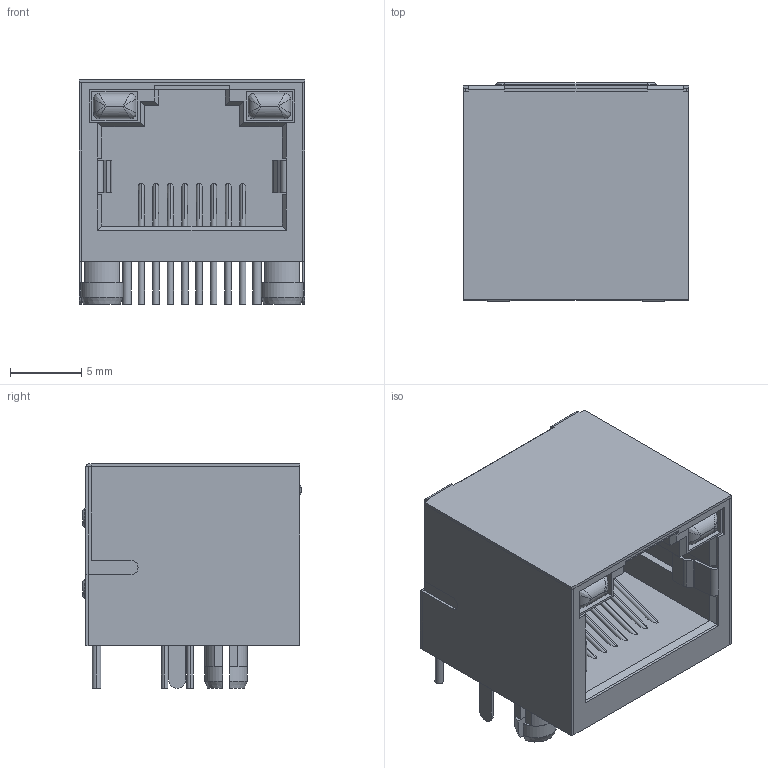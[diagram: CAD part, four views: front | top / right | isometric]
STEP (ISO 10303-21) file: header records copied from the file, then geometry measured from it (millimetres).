
FILE_DESCRIPTION (( 'STEP AP214' ), '1' );
FILE_NAME ('RJ45-2LED.STEP', '2017-06-08T08:20:31', ( 'KAI' ), ( '55kai.me' ), 'SwSTEP 2.0', 'SolidWorks 2017', '' );
FILE_SCHEMA (( 'AUTOMOTIVE_DESIGN' ));
Length unit declared in the file: millimetre
Products named in the file (3): LOGOԲ1; RJ45-2LED
Assembly tree (2 placements, depth 2):
  RJ45-2LED
    RJ45-2LED
    LOGOԲ1
Bounding box: 15.9 x 15.4 x 15.8 mm (x, y, z)
Volume: 1918.6 mm3; surface area: 3763.7 mm2
Topology: 39 solids, 39 shells, 448 faces, 985 edges, 616 vertices
Faces by surface type: plane 291, cylinder 108, bspline 37, torus 8, cone 4
Entity records: 16324 total; most frequent: CARTESIAN_POINT 2923, ORIENTED_EDGE 1954, DIRECTION 1879, EDGE_CURVE 977, VECTOR 679, LINE 679, VERTEX_POINT 616, AXIS2_PLACEMENT_3D 600
